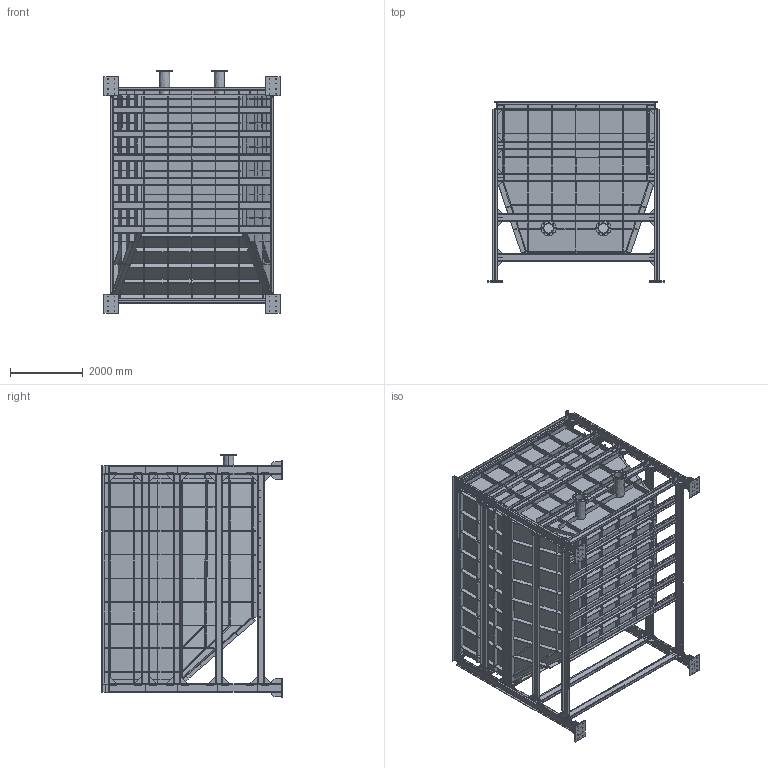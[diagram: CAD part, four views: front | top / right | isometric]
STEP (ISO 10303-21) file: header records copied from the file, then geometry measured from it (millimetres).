
FILE_DESCRIPTION(('FreeCAD Model'),'2;1');
FILE_NAME('Open CASCADE Shape Model','2025-05-07T17:31:56',('FreeCAD'),( 'FreeCAD'),'Open CASCADE STEP processor 7.6','FreeCAD','Unknown');
FILE_SCHEMA(('AUTOMOTIVE_DESIGN { 1 0 10303 214 1 1 1 1 }'));
Products named in the file (1): Open CASCADE STEP translator 7.6 1
Bounding box: 4823.9 x 4940.22 x 6654.68 mm (x, y, z)
Volume: 3894028931 mm3; surface area: 366816410.8 mm2
Topology: 134 solids, 134 shells, 2527 faces, 6054 edges, 3962 vertices
Faces by surface type: bspline 2527
Entity records: 66534 total; most frequent: CARTESIAN_POINT 28107, ORIENTED_EDGE 12108, EDGE_CURVE 6054, B_SPLINE_CURVE_WITH_KNOTS 5590, VERTEX_POINT 3962, FACE_BOUND 2802, EDGE_LOOP 2802, ADVANCED_FACE 2527
